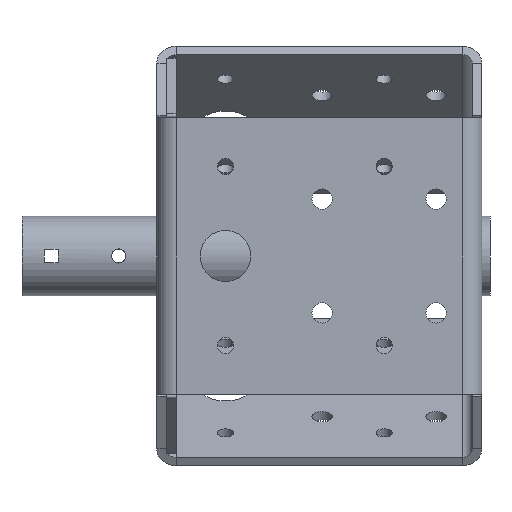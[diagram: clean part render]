
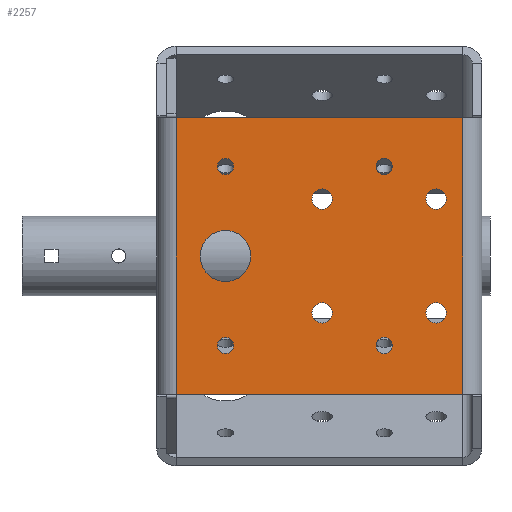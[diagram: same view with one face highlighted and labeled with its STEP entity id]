
A CAD part, left-side view. The second image highlights one B-rep face of the part: STEP entity #2257.
In plain terms, the highlighted face is planar.
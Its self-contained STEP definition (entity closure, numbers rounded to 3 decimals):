
#94=FACE_BOUND('',#534,.T.);
#95=FACE_BOUND('',#535,.T.);
#96=FACE_BOUND('',#536,.T.);
#97=FACE_BOUND('',#537,.T.);
#98=FACE_BOUND('',#538,.T.);
#99=FACE_BOUND('',#539,.T.);
#100=FACE_BOUND('',#540,.T.);
#101=FACE_BOUND('',#541,.T.);
#102=FACE_BOUND('',#542,.T.);
#231=CIRCLE('',#2440,4.);
#233=CIRCLE('',#2443,4.);
#235=CIRCLE('',#2446,4.);
#237=CIRCLE('',#2449,4.);
#245=CIRCLE('',#2472,12.5);
#247=CIRCLE('',#2475,5.);
#249=CIRCLE('',#2478,5.);
#251=CIRCLE('',#2481,5.);
#253=CIRCLE('',#2484,5.);
#373=FACE_OUTER_BOUND('',#533,.T.);
#533=EDGE_LOOP('',(#2016,#2017,#2018,#2019));
#534=EDGE_LOOP('',(#2020));
#535=EDGE_LOOP('',(#2021));
#536=EDGE_LOOP('',(#2022));
#537=EDGE_LOOP('',(#2023));
#538=EDGE_LOOP('',(#2024));
#539=EDGE_LOOP('',(#2025));
#540=EDGE_LOOP('',(#2026));
#541=EDGE_LOOP('',(#2027));
#542=EDGE_LOOP('',(#2028));
#746=LINE('',#4026,#946);
#751=LINE('',#4042,#951);
#754=LINE('',#4048,#954);
#755=LINE('',#4049,#955);
#946=VECTOR('',#3094,10.);
#951=VECTOR('',#3115,10.);
#954=VECTOR('',#3120,10.);
#955=VECTOR('',#3121,10.);
#1085=VERTEX_POINT('',#3831);
#1087=VERTEX_POINT('',#3837);
#1089=VERTEX_POINT('',#3843);
#1091=VERTEX_POINT('',#3849);
#1129=VERTEX_POINT('',#3955);
#1131=VERTEX_POINT('',#3961);
#1133=VERTEX_POINT('',#3967);
#1135=VERTEX_POINT('',#3973);
#1137=VERTEX_POINT('',#3979);
#1150=VERTEX_POINT('',#4023);
#1151=VERTEX_POINT('',#4025);
#1154=VERTEX_POINT('',#4041);
#1156=VERTEX_POINT('',#4047);
#1345=EDGE_CURVE('',#1085,#1085,#231,.T.);
#1348=EDGE_CURVE('',#1087,#1087,#233,.T.);
#1351=EDGE_CURVE('',#1089,#1089,#235,.T.);
#1354=EDGE_CURVE('',#1091,#1091,#237,.T.);
#1407=EDGE_CURVE('',#1129,#1129,#245,.T.);
#1410=EDGE_CURVE('',#1131,#1131,#247,.T.);
#1413=EDGE_CURVE('',#1133,#1133,#249,.T.);
#1416=EDGE_CURVE('',#1135,#1135,#251,.T.);
#1419=EDGE_CURVE('',#1137,#1137,#253,.T.);
#1441=EDGE_CURVE('',#1151,#1150,#746,.T.);
#1449=EDGE_CURVE('',#1154,#1151,#751,.T.);
#1452=EDGE_CURVE('',#1150,#1156,#754,.T.);
#1453=EDGE_CURVE('',#1156,#1154,#755,.T.);
#2016=ORIENTED_EDGE('',*,*,#1441,.T.);
#2017=ORIENTED_EDGE('',*,*,#1452,.T.);
#2018=ORIENTED_EDGE('',*,*,#1453,.T.);
#2019=ORIENTED_EDGE('',*,*,#1449,.T.);
#2020=ORIENTED_EDGE('',*,*,#1345,.T.);
#2021=ORIENTED_EDGE('',*,*,#1348,.T.);
#2022=ORIENTED_EDGE('',*,*,#1351,.T.);
#2023=ORIENTED_EDGE('',*,*,#1354,.T.);
#2024=ORIENTED_EDGE('',*,*,#1407,.T.);
#2025=ORIENTED_EDGE('',*,*,#1410,.T.);
#2026=ORIENTED_EDGE('',*,*,#1413,.T.);
#2027=ORIENTED_EDGE('',*,*,#1416,.T.);
#2028=ORIENTED_EDGE('',*,*,#1419,.T.);
#2140=PLANE('',#2505);
#2257=ADVANCED_FACE('',(#373,#94,#95,#96,#97,#98,#99,#100,#101,#102),#2140,
 .T.);
#2440=AXIS2_PLACEMENT_3D('',#3832,#2909,#2910);
#2443=AXIS2_PLACEMENT_3D('',#3838,#2916,#2917);
#2446=AXIS2_PLACEMENT_3D('',#3844,#2923,#2924);
#2449=AXIS2_PLACEMENT_3D('',#3850,#2930,#2931);
#2472=AXIS2_PLACEMENT_3D('',#3956,#3021,#3022);
#2475=AXIS2_PLACEMENT_3D('',#3962,#3028,#3029);
#2478=AXIS2_PLACEMENT_3D('',#3968,#3035,#3036);
#2481=AXIS2_PLACEMENT_3D('',#3974,#3042,#3043);
#2484=AXIS2_PLACEMENT_3D('',#3980,#3049,#3050);
#2505=AXIS2_PLACEMENT_3D('',#4046,#3118,#3119);
#2909=DIRECTION('center_axis',(-0.5,0.,-0.866));
#2910=DIRECTION('ref_axis',(0.866,0.,-0.5));
#2916=DIRECTION('center_axis',(-0.5,0.,-0.866));
#2917=DIRECTION('ref_axis',(0.866,0.,-0.5));
#2923=DIRECTION('center_axis',(-0.5,0.,-0.866));
#2924=DIRECTION('ref_axis',(0.866,0.,-0.5));
#2930=DIRECTION('center_axis',(-0.5,0.,-0.866));
#2931=DIRECTION('ref_axis',(0.866,0.,-0.5));
#3021=DIRECTION('center_axis',(-0.5,0.,-0.866));
#3022=DIRECTION('ref_axis',(0.866,0.,-0.5));
#3028=DIRECTION('center_axis',(-0.5,0.,-0.866));
#3029=DIRECTION('ref_axis',(0.866,0.,-0.5));
#3035=DIRECTION('center_axis',(-0.5,0.,-0.866));
#3036=DIRECTION('ref_axis',(0.866,0.,-0.5));
#3042=DIRECTION('center_axis',(-0.5,0.,-0.866));
#3043=DIRECTION('ref_axis',(0.866,0.,-0.5));
#3049=DIRECTION('center_axis',(-0.5,0.,-0.866));
#3050=DIRECTION('ref_axis',(0.866,0.,-0.5));
#3094=DIRECTION('',(0.866,0.,-0.5));
#3115=DIRECTION('',(0.,-1.,0.));
#3118=DIRECTION('center_axis',(0.5,0.,0.866));
#3119=DIRECTION('ref_axis',(0.866,0.,-0.5));
#3120=DIRECTION('',(0.,1.,0.));
#3121=DIRECTION('',(-0.866,0.,0.5));
#3831=CARTESIAN_POINT('',(74.516,-178.,49.065));
#3832=CARTESIAN_POINT('Origin',(77.98,-178.,47.065));
#3837=CARTESIAN_POINT('',(-1.694,-100.,93.065));
#3838=CARTESIAN_POINT('Origin',(1.77,-100.,91.065));
#3843=CARTESIAN_POINT('',(74.516,-100.,49.065));
#3844=CARTESIAN_POINT('Origin',(77.98,-100.,47.065));
#3849=CARTESIAN_POINT('',(-1.694,-178.,93.065));
#3850=CARTESIAN_POINT('Origin',(1.77,-178.,91.065));
#3955=CARTESIAN_POINT('',(29.05,-100.,75.315));
#3956=CARTESIAN_POINT('Origin',(39.875,-100.,69.065));
#3961=CARTESIAN_POINT('',(59.793,-203.5,57.565));
#3962=CARTESIAN_POINT('Origin',(64.124,-203.5,55.065));
#3967=CARTESIAN_POINT('',(11.296,-147.5,85.565));
#3968=CARTESIAN_POINT('Origin',(15.626,-147.5,83.065));
#3973=CARTESIAN_POINT('',(59.793,-147.5,57.565));
#3974=CARTESIAN_POINT('Origin',(64.124,-147.5,55.065));
#3979=CARTESIAN_POINT('',(11.296,-203.5,85.565));
#3980=CARTESIAN_POINT('Origin',(15.626,-203.5,83.065));
#4023=CARTESIAN_POINT('',(98.765,-216.5,35.065));
#4025=CARTESIAN_POINT('',(-19.015,-216.5,103.065));
#4026=CARTESIAN_POINT('',(69.32,-216.5,52.065));
#4041=CARTESIAN_POINT('',(-19.015,-75.75,103.065));
#4042=CARTESIAN_POINT('',(-19.015,-226.,103.065));
#4046=CARTESIAN_POINT('Origin',(39.875,-148.5,69.065));
#4047=CARTESIAN_POINT('',(98.765,-75.75,35.065));
#4048=CARTESIAN_POINT('',(98.765,-71.,35.065));
#4049=CARTESIAN_POINT('',(10.43,-75.75,86.065));
